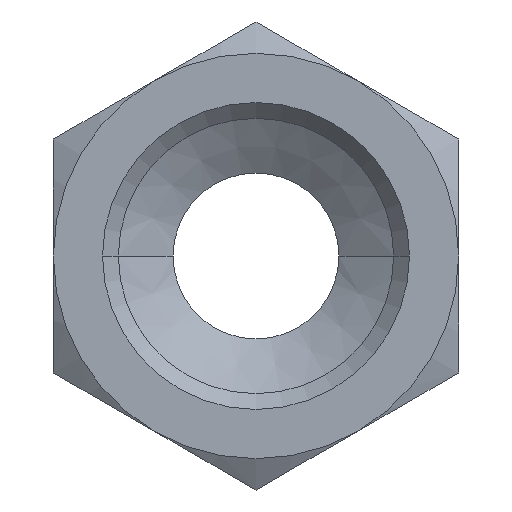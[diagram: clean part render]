
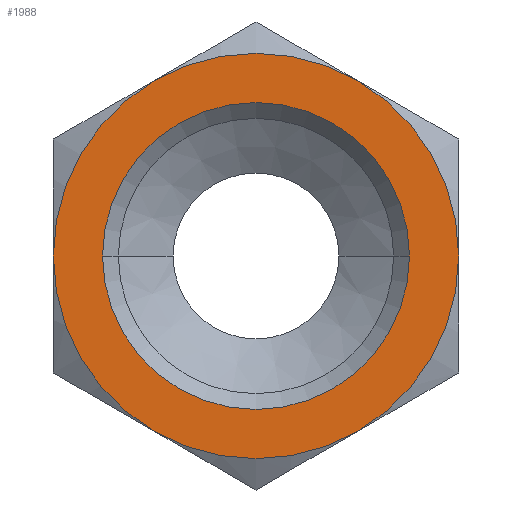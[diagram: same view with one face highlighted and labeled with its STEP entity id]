
A CAD part, front view. The second image highlights one B-rep face of the part: STEP entity #1988.
In plain terms, the highlighted planar face has unit normal (0, -1, 0).
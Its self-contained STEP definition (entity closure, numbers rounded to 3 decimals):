
#489=CARTESIAN_POINT('',(0.,0.,0.));
#490=DIRECTION('',(0.,1.,0.));
#491=DIRECTION('',(-1.,0.,0.));
#492=AXIS2_PLACEMENT_3D('',#489,#490,#491);
#494=CARTESIAN_POINT('',(0.,0.,0.));
#495=DIRECTION('',(0.,1.,0.));
#496=DIRECTION('',(1.,0.,0.));
#497=AXIS2_PLACEMENT_3D('',#494,#495,#496);
#499=CARTESIAN_POINT('',(0.,0.,0.));
#500=DIRECTION('',(0.,1.,0.));
#501=DIRECTION('',(1.,0.,0.));
#502=AXIS2_PLACEMENT_3D('',#499,#500,#501);
#504=CARTESIAN_POINT('',(0.,0.,0.));
#505=DIRECTION('',(0.,1.,0.));
#506=DIRECTION('',(0.5,0.,-0.866));
#507=AXIS2_PLACEMENT_3D('',#504,#505,#506);
#509=CARTESIAN_POINT('',(0.,0.,0.));
#510=DIRECTION('',(0.,1.,0.));
#511=DIRECTION('',(-0.5,0.,-0.866));
#512=AXIS2_PLACEMENT_3D('',#509,#510,#511);
#525=CARTESIAN_POINT('',(5.5,0.,
-9.526));
#570=CARTESIAN_POINT('',(11.,0.,0.));
#626=CARTESIAN_POINT('',(0.,0.,0.));
#627=DIRECTION('',(0.,-1.,0.));
#628=DIRECTION('',(-0.5,0.,0.866));
#629=AXIS2_PLACEMENT_3D('',#626,#627,#628);
#631=CARTESIAN_POINT('',(0.,0.,0.));
#632=DIRECTION('',(0.,-1.,0.));
#633=DIRECTION('',(0.5,0.,0.866));
#634=AXIS2_PLACEMENT_3D('',#631,#632,#633);
#636=CARTESIAN_POINT('',(0.,0.,0.));
#637=DIRECTION('',(0.,-1.,0.));
#638=DIRECTION('',(1.,0.,0.));
#639=AXIS2_PLACEMENT_3D('',#636,#637,#638);
#652=CARTESIAN_POINT('',(-11.,0.,0.));
#708=CARTESIAN_POINT('',(-5.5,0.,
-9.526));
#794=CARTESIAN_POINT('',(-5.5,0.,
9.526));
#850=CARTESIAN_POINT('',(5.5,0.,
9.526));
#1354=VERTEX_POINT('',#525);
#1359=VERTEX_POINT('',#708);
#1363=VERTEX_POINT('',#652);
#1367=VERTEX_POINT('',#794);
#1371=VERTEX_POINT('',#850);
#1375=VERTEX_POINT('',#570);
#1485=CARTESIAN_POINT('',(-8.331,0.,0.));
#1486=CARTESIAN_POINT('',(8.331,0.,0.));
#1487=VERTEX_POINT('',#1485);
#1488=VERTEX_POINT('',#1486);
#1964=CARTESIAN_POINT('',(0.,0.,0.));
#1965=DIRECTION('',(0.,1.,0.));
#1966=DIRECTION('',(1.,0.,0.));
#1967=AXIS2_PLACEMENT_3D('',#1964,#1965,#1966);
#1968=PLANE('',#1967);
#1970=ORIENTED_EDGE('',*,*,#1969,.T.);
#1972=ORIENTED_EDGE('',*,*,#1971,.T.);
#1974=ORIENTED_EDGE('',*,*,#1973,.T.);
#1976=ORIENTED_EDGE('',*,*,#1975,.F.);
#1978=ORIENTED_EDGE('',*,*,#1977,.F.);
#1980=ORIENTED_EDGE('',*,*,#1979,.F.);
#1981=EDGE_LOOP('',(#1970,#1972,#1974,#1976,#1978,#1980));
#1982=FACE_OUTER_BOUND('',#1981,.F.);
#1983=ORIENTED_EDGE('',*,*,#1954,.F.);
#1985=ORIENTED_EDGE('',*,*,#1984,.F.);
#1986=EDGE_LOOP('',(#1983,#1985));
#1987=FACE_BOUND('',#1986,.F.);
#1988=ADVANCED_FACE('',(#1982,#1987),#1968,.F.);
#493=CIRCLE('',#492,8.331);
#498=CIRCLE('',#497,8.331);
#503=CIRCLE('',#502,11.);
#508=CIRCLE('',#507,11.);
#513=CIRCLE('',#512,11.);
#630=CIRCLE('',#629,11.);
#635=CIRCLE('',#634,11.);
#640=CIRCLE('',#639,11.);
#1954=EDGE_CURVE('',#1487,#1488,#493,.T.);
#1969=EDGE_CURVE('',#1375,#1354,#503,.T.);
#1971=EDGE_CURVE('',#1354,#1359,#508,.T.);
#1973=EDGE_CURVE('',#1359,#1363,#513,.T.);
#1975=EDGE_CURVE('',#1367,#1363,#630,.T.);
#1977=EDGE_CURVE('',#1371,#1367,#635,.T.);
#1979=EDGE_CURVE('',#1375,#1371,#640,.T.);
#1984=EDGE_CURVE('',#1488,#1487,#498,.T.);
